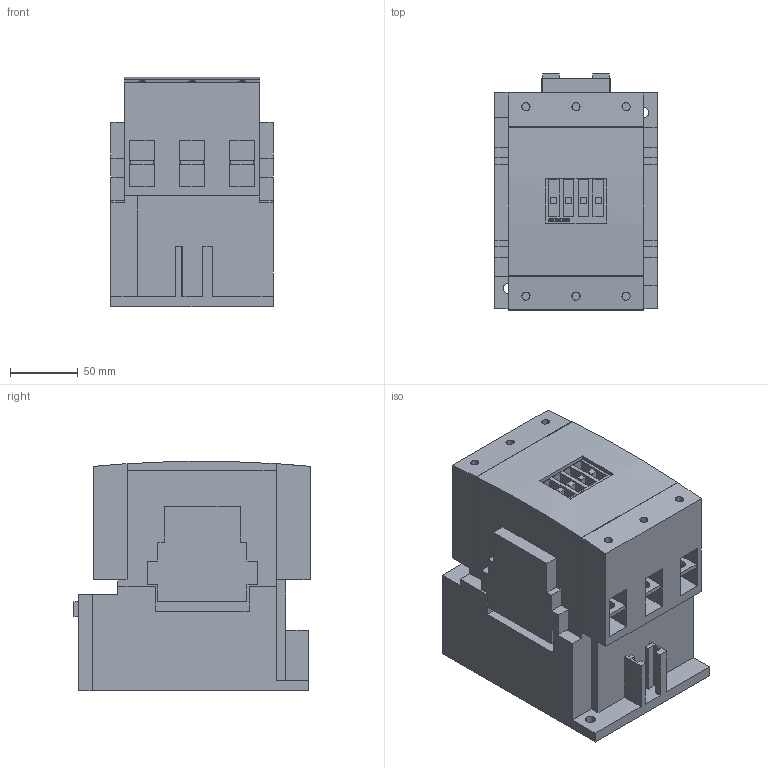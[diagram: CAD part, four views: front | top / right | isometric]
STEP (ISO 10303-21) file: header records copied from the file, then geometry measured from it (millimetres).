
FILE_DESCRIPTION (( 'STEP AP214' ), '1' );
FILE_NAME ('3RT1054_00001233_000__3D.STEP', '2007-01-30T15:37:15', ( 'Uwe Förster' ), ( 'Siemens and Partners' ), 'SwSTEP 2.0', 'SolidWorks 2007', '' );
FILE_SCHEMA (( 'AUTOMOTIVE_DESIGN' ));
Length unit declared in the file: millimetre
Products named in the file (1): 3RT1054_00001233_000__3D
Bounding box: 120 x 174.7 x 169.9 mm (x, y, z)
Volume: 2707242.7 mm3; surface area: 206305.7 mm2
Topology: 1 solids, 1 shells, 393 faces, 1081 edges, 716 vertices
Faces by surface type: plane 318, cylinder 45, bspline 30
Entity records: 18430 total; most frequent: CARTESIAN_POINT 4129, ORIENTED_EDGE 2162, DIRECTION 1817, EDGE_CURVE 1081, LINE 929, VECTOR 929, VERTEX_POINT 716, EDGE_LOOP 479
